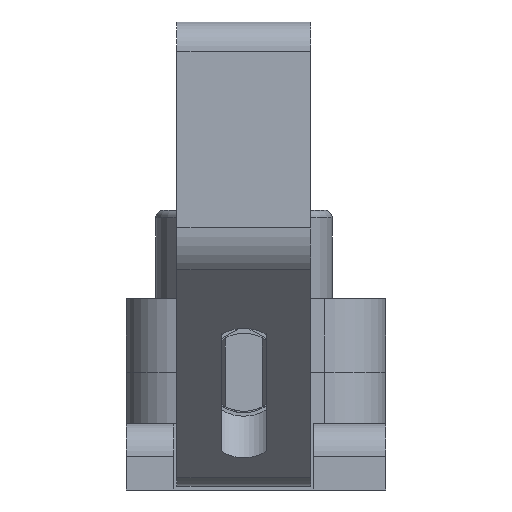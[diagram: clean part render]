
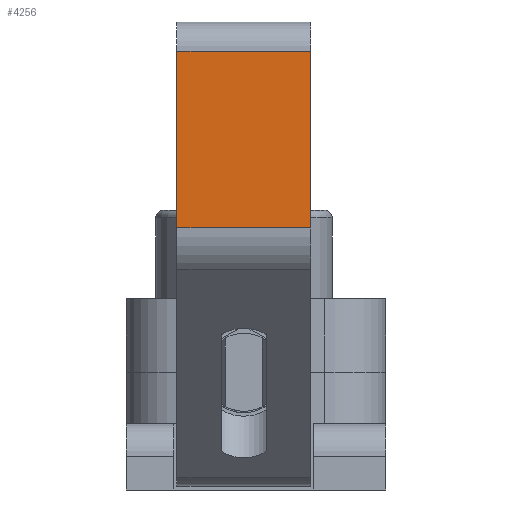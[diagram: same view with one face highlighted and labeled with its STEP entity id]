
A CAD part, left-side view. The second image highlights one B-rep face of the part: STEP entity #4256.
In plain terms, the highlighted planar face has unit normal (-1, 0, 0).
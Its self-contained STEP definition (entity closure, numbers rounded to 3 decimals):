
#3905 = VERTEX_POINT('',#3906);
#3906 = CARTESIAN_POINT('',(-50.658,5.1,17.806));
#3913 = EDGE_CURVE('',#3905,#3914,#3916,.T.);
#3914 = VERTEX_POINT('',#3915);
#3915 = CARTESIAN_POINT('',(-50.658,5.1,29.806));
#3916 = LINE('',#3917,#3918);
#3917 = CARTESIAN_POINT('',(-50.658,5.1,17.806));
#3918 = VECTOR('',#3919,1.);
#3919 = DIRECTION('',(0.,0.,1.));
#4062 = VERTEX_POINT('',#4063);
#4063 = CARTESIAN_POINT('',(-50.658,14.2,17.806));
#4070 = EDGE_CURVE('',#4062,#4071,#4073,.T.);
#4071 = VERTEX_POINT('',#4072);
#4072 = CARTESIAN_POINT('',(-50.658,14.2,29.806));
#4073 = LINE('',#4074,#4075);
#4074 = CARTESIAN_POINT('',(-50.658,14.2,11.153));
#4075 = VECTOR('',#4076,1.);
#4076 = DIRECTION('',(0.,0.,1.));
#4229 = EDGE_CURVE('',#3905,#4062,#4230,.T.);
#4230 = LINE('',#4231,#4232);
#4231 = CARTESIAN_POINT('',(-50.658,5.1,17.806));
#4232 = VECTOR('',#4233,1.);
#4233 = DIRECTION('',(0.,1.,0.));
#4244 = EDGE_CURVE('',#3914,#4071,#4245,.T.);
#4245 = LINE('',#4246,#4247);
#4246 = CARTESIAN_POINT('',(-50.658,5.1,29.806));
#4247 = VECTOR('',#4248,1.);
#4248 = DIRECTION('',(0.,1.,0.));
#4256 = ADVANCED_FACE('',(#4257),#4263,.F.);
#4257 = FACE_BOUND('',#4258,.F.);
#4258 = EDGE_LOOP('',(#4259,#4260,#4261,#4262));
#4259 = ORIENTED_EDGE('',*,*,#3913,.F.);
#4260 = ORIENTED_EDGE('',*,*,#4229,.T.);
#4261 = ORIENTED_EDGE('',*,*,#4070,.T.);
#4262 = ORIENTED_EDGE('',*,*,#4244,.F.);
#4263 = PLANE('',#4264);
#4264 = AXIS2_PLACEMENT_3D('',#4265,#4266,#4267);
#4265 = CARTESIAN_POINT('',(-50.658,5.1,17.806));
#4266 = DIRECTION('',(1.,0.,0.));
#4267 = DIRECTION('',(0.,0.,1.));
